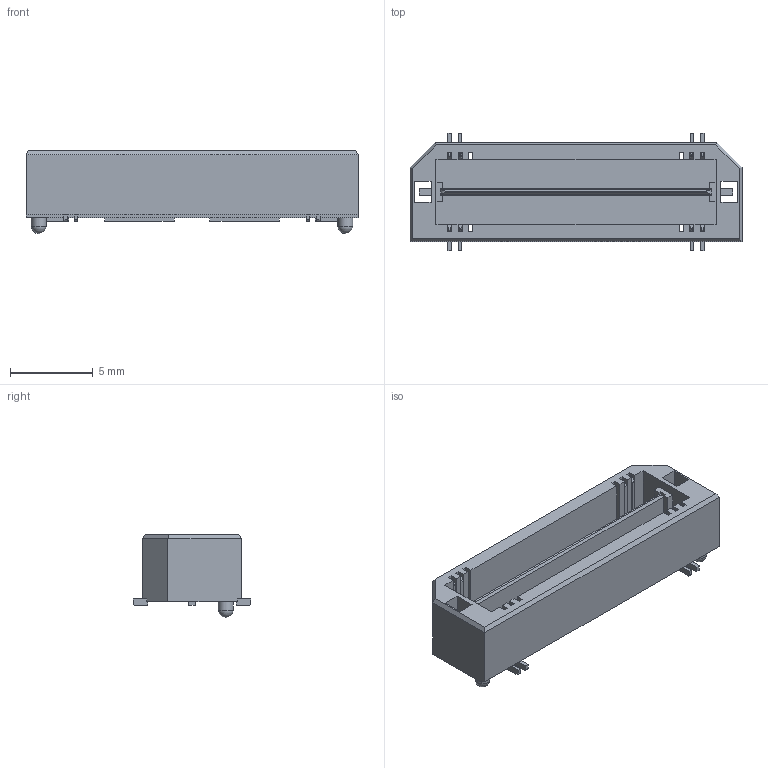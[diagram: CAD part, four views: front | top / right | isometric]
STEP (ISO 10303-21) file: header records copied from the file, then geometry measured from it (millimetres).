
FILE_DESCRIPTION(/* description */ (''),/* implementation_level */ '2;1');
FILE_NAME(/* name */ 'SAMTEC_QTS-025-01-L-D-A.stp',/* time_stamp */ '2016-06-01T11:04:10+02:00',/* author */ ('riccim'),/* organization */ ('SolidWorks'),/* preprocessor_version */ 'ST-DEVELOPER v15.5',/* originating_system */ 'AutoCAD Mechanical',/* authorisation */ ' ');
FILE_SCHEMA (('AUTOMOTIVE_DESIGN { 1 0 10303 214 3 1 1 }'));
Length unit declared in the file: millimetre
Products named in the file (1): Product
Bounding box: 20.02 x 7.11 x 5.02 mm (x, y, z)
Volume: 309.4 mm3; surface area: 875.6 mm2
Topology: 4 solids, 4 shells, 391 faces, 1160 edges, 764 vertices
Faces by surface type: plane 353, cylinder 36, sphere 2
Full cylindrical faces by diameter (mm): 0.889 x2
Entity records: 12875 total; most frequent: ORIENTED_EDGE 2300, CARTESIAN_POINT 2300, DIRECTION 2010, EDGE_CURVE 1150, LINE 1074, VECTOR 1074, VERTEX_POINT 758, AXIS2_PLACEMENT_3D 468
